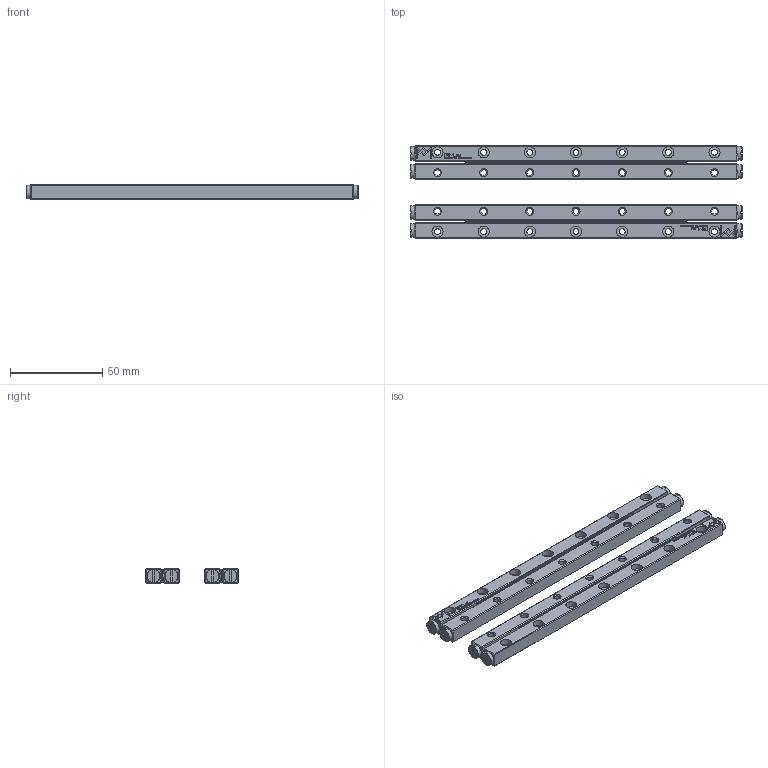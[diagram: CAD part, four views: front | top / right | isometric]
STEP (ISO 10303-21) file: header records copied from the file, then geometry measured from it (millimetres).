
FILE_DESCRIPTION(/* description */ (''),/* implementation_level */ '2;1');
FILE_NAME(/* name */ 'Set RSD-3175x24AA_stp_stp.stp',/* time_stamp */ '2025-06-03T09:22:25+02:00',/* author */ (''),/* organization */ (''),/* preprocessor_version */ 'ST-DEVELOPER v16.7',/* originating_system */ 'SIEMENS PLM Software NX 12.0',/* authorisation */ '');
FILE_SCHEMA (('AUTOMOTIVE_DESIGN { 1 0 10303 214 3 1 1 1 }'));
Products named in the file (1): Set RSD-3175x24AA_stp_stp
Bounding box: 179.8 x 50 x 8 mm (x, y, z)
Volume: 42645.9 mm3; surface area: 33652.2 mm2
Topology: 62 solids, 62 shells, 3200 faces, 8276 edges, 5368 vertices
Faces by surface type: plane 1860, cylinder 808, bspline 360, cone 172
Full cylindrical faces by diameter (mm): 2.6 x8, 3 x56, 3.2 x36, 6 x28, 7.5 x8
Entity records: 118549 total; most frequent: CARTESIAN_POINT 21393, ORIENTED_EDGE 15736, DIRECTION 14594, EDGE_CURVE 7868, LINE 5320, VECTOR 5320, VERTEX_POINT 5260, AXIS2_PLACEMENT_3D 4637
